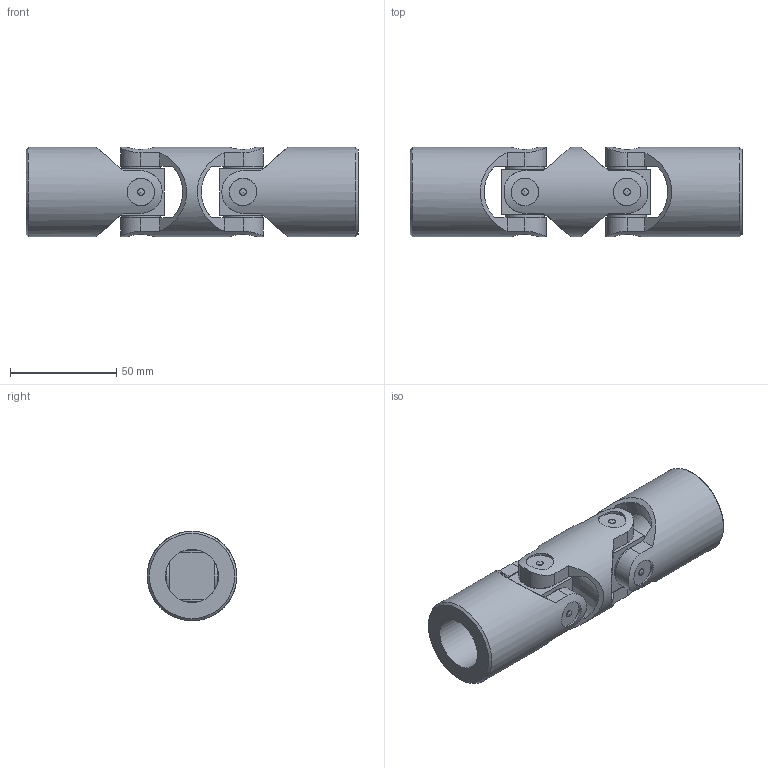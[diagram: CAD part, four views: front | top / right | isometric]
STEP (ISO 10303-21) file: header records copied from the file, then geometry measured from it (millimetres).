
FILE_DESCRIPTION( ( 'STEP AP214' ), '1' );
FILE_NAME( 'SHBD_25000_2_14b.stp', ' ', ( ' ' ), ( ' ' ), 'PSStep 15.0.47', 'PARTsolutions', ' ' );
FILE_SCHEMA( ( 'AUTOMOTIVE_DESIGN { 1 0 10303 214 1 1 1 1 }' ) );
Length unit declared in the file: millimetre
Products named in the file (4): SHBD 25000; HI_5HBD-1100; HI_5HBD-2; HI_5HBD-3
Assembly tree (5 placements, depth 2):
  SHBD 25000
    HI_5HBD-1100  x2
    HI_5HBD-2  x2
    HI_5HBD-3
Bounding box: 156 x 42 x 42 mm (x, y, z)
Volume: 136279.8 mm3; surface area: 40559.7 mm2
Topology: 5 solids, 5 shells, 127 faces, 323 edges, 220 vertices
Faces by surface type: plane 70, cylinder 41, sphere 8, torus 6, cone 2
Full cylindrical faces by diameter (mm): 3.12 x8, 13 x8, 18 x8, 25 x2, 42 x3
Entity records: 4068 total; most frequent: CARTESIAN_POINT 1399, DIRECTION 394, ORIENTED_EDGE 346, EDGE_CURVE 173, AXIS2_PLACEMENT_3D 152, VERTEX_POINT 133, EDGE_LOOP 124, FACE_OUTER_BOUND 106
